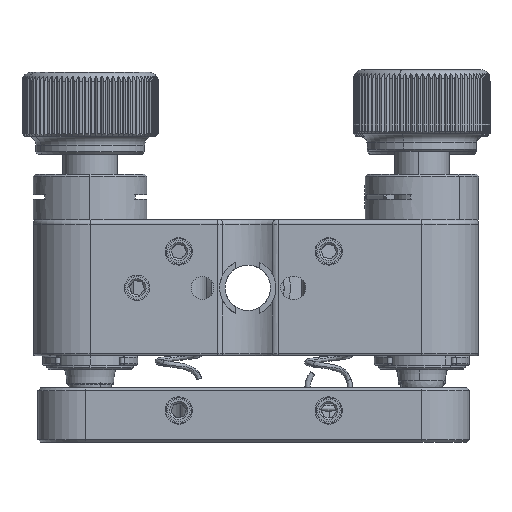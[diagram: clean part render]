
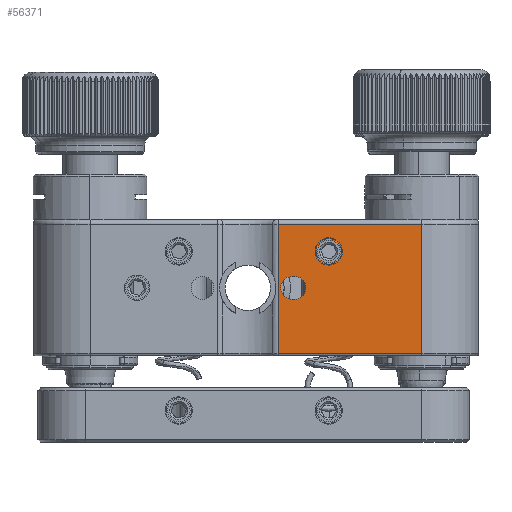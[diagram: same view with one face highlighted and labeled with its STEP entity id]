
A CAD part, front view. The second image highlights one B-rep face of the part: STEP entity #56371.
In plain terms, the highlighted planar face has unit normal (0, -1, 0).
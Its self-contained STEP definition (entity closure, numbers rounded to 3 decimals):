
#645 = LINE ( 'NONE', #63746, #5484 ) ;
#2781 = EDGE_CURVE ( 'NONE', #61603, #58933, #11888, .T. ) ;
#3008 = VERTEX_POINT ( 'NONE', #51746 ) ;
#5370 = EDGE_CURVE ( 'NONE', #9407, #44644, #49345, .T. ) ;
#5484 = VECTOR ( 'NONE', #23267, 1000. ) ;
#6259 = CARTESIAN_POINT ( 'NONE',  ( 2.476, -24.5, -7.2 ) ) ;
#7079 = CIRCLE ( 'NONE', #31156, 1.25 ) ;
#7080 = VERTEX_POINT ( 'NONE', #53069 ) ;
#7088 = VERTEX_POINT ( 'NONE', #6259 ) ;
#9407 = VERTEX_POINT ( 'NONE', #58379 ) ;
#10400 = FACE_BOUND ( 'NONE', #40272, .T. ) ;
#11454 = LINE ( 'NONE', #68946, #11954 ) ;
#11528 = CARTESIAN_POINT ( 'NONE',  ( 2.476, -24.5, 7. ) ) ;
#11888 = LINE ( 'NONE', #11528, #36102 ) ;
#11954 = VECTOR ( 'NONE', #56035, 1000. ) ;
#11984 = ORIENTED_EDGE ( 'NONE', *, *, #2781, .T. ) ;
#13917 = EDGE_CURVE ( 'NONE', #3008, #46846, #18582, .T. ) ;
#14648 = DIRECTION ( 'NONE',  ( -1., 0., 0. ) ) ;
#15344 = EDGE_LOOP ( 'NONE', ( #69900, #57402 ) ) ;
#15837 = EDGE_CURVE ( 'NONE', #53795, #7080, #65668, .T. ) ;
#16580 = DIRECTION ( 'NONE',  ( 0., 0., -1. ) ) ;
#17328 = DIRECTION ( 'NONE',  ( 0., 0., -1. ) ) ;
#18231 = DIRECTION ( 'NONE',  ( 0., 0., 1. ) ) ;
#18582 = LINE ( 'NONE', #41212, #68101 ) ;
#19355 = DIRECTION ( 'NONE',  ( 0., 1., 0. ) ) ;
#20241 = VERTEX_POINT ( 'NONE', #29107 ) ;
#20373 = CARTESIAN_POINT ( 'NONE',  ( 8., -24.5, 4. ) ) ;
#20730 = CARTESIAN_POINT ( 'NONE',  ( 3.975, -24.5, 0. ) ) ;
#21634 = ORIENTED_EDGE ( 'NONE', *, *, #41481, .T. ) ;
#22612 = DIRECTION ( 'NONE',  ( 0., 1., 0. ) ) ;
#22798 = FACE_BOUND ( 'NONE', #15344, .T. ) ;
#22963 = CARTESIAN_POINT ( 'NONE',  ( 4.225, -24.5, 0. ) ) ;
#23267 = DIRECTION ( 'NONE',  ( 0., 0., -1. ) ) ;
#25228 = AXIS2_PLACEMENT_3D ( 'NONE', #22963, #22612, #17328 ) ;
#25732 = DIRECTION ( 'NONE',  ( 1., 0., 0. ) ) ;
#26035 = EDGE_CURVE ( 'NONE', #44644, #20241, #66843, .T. ) ;
#27482 = LINE ( 'NONE', #67988, #65836 ) ;
#28298 = CARTESIAN_POINT ( 'NONE',  ( 4.225, -24.5, 0. ) ) ;
#28330 = ORIENTED_EDGE ( 'NONE', *, *, #33083, .T. ) ;
#28881 = DIRECTION ( 'NONE',  ( -1., 0., 0. ) ) ;
#29107 = CARTESIAN_POINT ( 'NONE',  ( 3.975, -24.5, -1.25 ) ) ;
#30604 = ORIENTED_EDGE ( 'NONE', *, *, #5370, .T. ) ;
#31156 = AXIS2_PLACEMENT_3D ( 'NONE', #71684, #70580, #42149 ) ;
#32086 = DIRECTION ( 'NONE',  ( 0., -1., 0. ) ) ;
#33083 = EDGE_CURVE ( 'NONE', #58933, #7088, #645, .T. ) ;
#34324 = DIRECTION ( 'NONE',  ( 0., 1., 0. ) ) ;
#34400 = ORIENTED_EDGE ( 'NONE', *, *, #26035, .T. ) ;
#36102 = VECTOR ( 'NONE', #28881, 1000. ) ;
#36783 = CARTESIAN_POINT ( 'NONE',  ( 4.225, -24.5, 1.25 ) ) ;
#37291 = CARTESIAN_POINT ( 'NONE',  ( 8., -24.5, 2.75 ) ) ;
#37552 = CARTESIAN_POINT ( 'NONE',  ( 18.25, -24.5, -7.2 ) ) ;
#39647 = DIRECTION ( 'NONE',  ( 0., 1., 0. ) ) ;
#40272 = EDGE_LOOP ( 'NONE', ( #53685, #43861, #57107, #30604, #34400 ) ) ;
#41212 = CARTESIAN_POINT ( 'NONE',  ( 3.975, -24.5, 1.25 ) ) ;
#41481 = EDGE_CURVE ( 'NONE', #58448, #61603, #11454, .T. ) ;
#42149 = DIRECTION ( 'NONE',  ( 0., 0., -1. ) ) ;
#42404 = AXIS2_PLACEMENT_3D ( 'NONE', #64380, #19355, #18231 ) ;
#43861 = ORIENTED_EDGE ( 'NONE', *, *, #13917, .T. ) ;
#44644 = VERTEX_POINT ( 'NONE', #65704 ) ;
#45683 = ORIENTED_EDGE ( 'NONE', *, *, #60167, .T. ) ;
#45833 = FACE_OUTER_BOUND ( 'NONE', #61626, .T. ) ;
#46846 = VERTEX_POINT ( 'NONE', #36783 ) ;
#47534 = AXIS2_PLACEMENT_3D ( 'NONE', #20373, #32086, #55136 ) ;
#49345 = CIRCLE ( 'NONE', #25228, 1.25 ) ;
#50556 = DIRECTION ( 'NONE',  ( 1., 0., 0. ) ) ;
#51746 = CARTESIAN_POINT ( 'NONE',  ( 3.975, -24.5, 1.25 ) ) ;
#51999 = CARTESIAN_POINT ( 'NONE',  ( 18.25, -24.5, 7. ) ) ;
#53021 = EDGE_CURVE ( 'NONE', #7080, #53795, #7079, .T. ) ;
#53069 = CARTESIAN_POINT ( 'NONE',  ( 8., -24.5, 5.25 ) ) ;
#53685 = ORIENTED_EDGE ( 'NONE', *, *, #71780, .T. ) ;
#53795 = VERTEX_POINT ( 'NONE', #37291 ) ;
#54296 = CARTESIAN_POINT ( 'NONE',  ( 3.975, -24.5, -1.25 ) ) ;
#55136 = DIRECTION ( 'NONE',  ( 0., 0., -1. ) ) ;
#56035 = DIRECTION ( 'NONE',  ( 0., 0., 1. ) ) ;
#56371 = ADVANCED_FACE ( 'NONE', ( #22798, #45833, #10400 ), #68970, .F. ) ;
#56789 = AXIS2_PLACEMENT_3D ( 'NONE', #28298, #34324, #74500 ) ;
#57107 = ORIENTED_EDGE ( 'NONE', *, *, #62712, .T. ) ;
#57402 = ORIENTED_EDGE ( 'NONE', *, *, #53021, .F. ) ;
#58379 = CARTESIAN_POINT ( 'NONE',  ( 5.475, -24.5, 0. ) ) ;
#58448 = VERTEX_POINT ( 'NONE', #37552 ) ;
#58933 = VERTEX_POINT ( 'NONE', #70340 ) ;
#60167 = EDGE_CURVE ( 'NONE', #7088, #58448, #27482, .T. ) ;
#61603 = VERTEX_POINT ( 'NONE', #51999 ) ;
#61626 = EDGE_LOOP ( 'NONE', ( #28330, #45683, #21634, #11984 ) ) ;
#62712 = EDGE_CURVE ( 'NONE', #46846, #9407, #68973, .T. ) ;
#63746 = CARTESIAN_POINT ( 'NONE',  ( 2.476, -24.5, 7.5 ) ) ;
#63777 = AXIS2_PLACEMENT_3D ( 'NONE', #20730, #39647, #16580 ) ;
#64307 = VECTOR ( 'NONE', #14648, 1000. ) ;
#64380 = CARTESIAN_POINT ( 'NONE',  ( -24.5, -24.5, 7.5 ) ) ;
#64982 = CIRCLE ( 'NONE', #63777, 1.25 ) ;
#65668 = CIRCLE ( 'NONE', #47534, 1.25 ) ;
#65704 = CARTESIAN_POINT ( 'NONE',  ( 4.225, -24.5, -1.25 ) ) ;
#65836 = VECTOR ( 'NONE', #50556, 1000. ) ;
#66843 = LINE ( 'NONE', #54296, #64307 ) ;
#67988 = CARTESIAN_POINT ( 'NONE',  ( -24.5, -24.5, -7.2 ) ) ;
#68101 = VECTOR ( 'NONE', #25732, 1000. ) ;
#68946 = CARTESIAN_POINT ( 'NONE',  ( 18.25, -24.5, 7.5 ) ) ;
#68970 = PLANE ( 'NONE',  #42404 ) ;
#68973 = CIRCLE ( 'NONE', #56789, 1.25 ) ;
#69900 = ORIENTED_EDGE ( 'NONE', *, *, #15837, .F. ) ;
#70340 = CARTESIAN_POINT ( 'NONE',  ( 2.476, -24.5, 7. ) ) ;
#70580 = DIRECTION ( 'NONE',  ( 0., -1., 0. ) ) ;
#71684 = CARTESIAN_POINT ( 'NONE',  ( 8., -24.5, 4. ) ) ;
#71780 = EDGE_CURVE ( 'NONE', #20241, #3008, #64982, .T. ) ;
#74500 = DIRECTION ( 'NONE',  ( 0., 0., -1. ) ) ;
